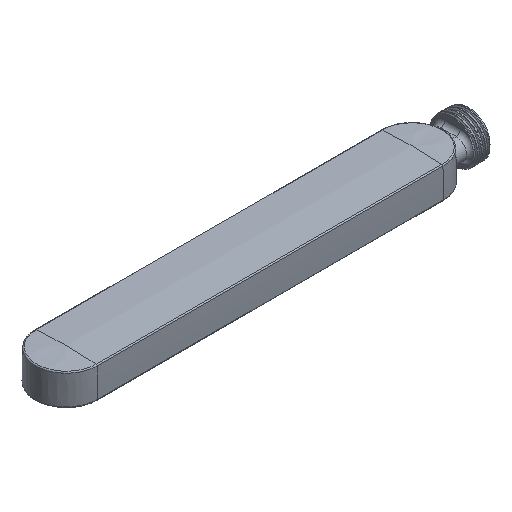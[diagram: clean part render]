
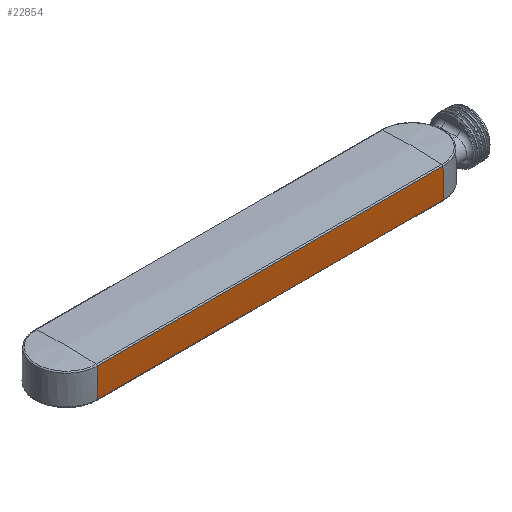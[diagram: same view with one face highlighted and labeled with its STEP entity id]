
A CAD part, isometric view. The second image highlights one B-rep face of the part: STEP entity #22854.
In plain terms, the highlighted cylindrical face has radius 374.927 mm (diameter 749.853 mm), a partial arc.
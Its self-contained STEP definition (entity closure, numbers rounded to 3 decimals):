
#698=CIRCLE('',#23904,374.927);
#699=CIRCLE('',#23905,374.927);
#1214=CYLINDRICAL_SURFACE('',#23903,374.927);
#3874=ORIENTED_EDGE('',*,*,#7440,.T.);
#3875=ORIENTED_EDGE('',*,*,#7435,.T.);
#3876=ORIENTED_EDGE('',*,*,#7441,.F.);
#3877=ORIENTED_EDGE('',*,*,#7439,.F.);
#7435=EDGE_CURVE('',#9250,#9252,#10930,.T.);
#7439=EDGE_CURVE('',#9255,#9253,#10932,.F.);
#7440=EDGE_CURVE('',#9255,#9250,#698,.T.);
#7441=EDGE_CURVE('',#9253,#9252,#699,.T.);
#9250=VERTEX_POINT('',#34459);
#9252=VERTEX_POINT('',#34706);
#9253=VERTEX_POINT('',#34781);
#9255=VERTEX_POINT('',#34785);
#10930=LINE('',#34775,#12034);
#10932=LINE('',#34786,#12036);
#12034=VECTOR('',#26715,1000.);
#12036=VECTOR('',#26721,1000.);
#12633=EDGE_LOOP('',(#3874,#3875,#3876,#3877));
#14012=FACE_BOUND('',#12633,.T.);
#22854=ADVANCED_FACE('',(#14012),#1214,.T.);
#23903=AXIS2_PLACEMENT_3D('',#34787,#26722,#26723);
#23904=AXIS2_PLACEMENT_3D('',#34788,#26724,#26725);
#23905=AXIS2_PLACEMENT_3D('',#34789,#26726,#26727);
#26715=DIRECTION('',(-1.,0.,0.));
#26721=DIRECTION('',(1.,0.,0.));
#26722=DIRECTION('',(1.,0.,0.));
#26723=DIRECTION('',(0.,0.,-1.));
#26724=DIRECTION('',(-1.,0.,0.));
#26725=DIRECTION('',(0.,-1.,0.));
#26726=DIRECTION('',(-1.,0.,0.));
#26727=DIRECTION('',(0.,-1.,0.));
#34459=CARTESIAN_POINT('',(-14.,-14.008,6.551));
#34706=CARTESIAN_POINT('',(-171.,-14.008,6.551));
#34775=CARTESIAN_POINT('',(-14.,-14.008,6.551));
#34781=CARTESIAN_POINT('',(-171.,-14.236,-6.534));
#34785=CARTESIAN_POINT('',(-14.,-14.236,-6.534));
#34786=CARTESIAN_POINT('',(-14.,-14.236,-6.534));
#34787=CARTESIAN_POINT('',(-171.304,360.691,-6.534));
#34788=CARTESIAN_POINT('',(-14.,360.691,-6.534));
#34789=CARTESIAN_POINT('',(-170.999,360.691,-6.534));
